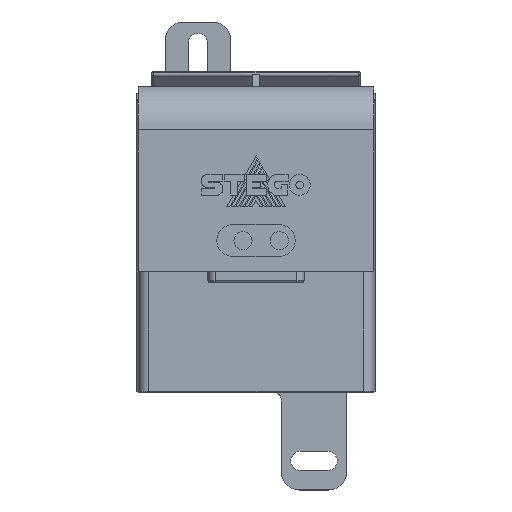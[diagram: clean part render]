
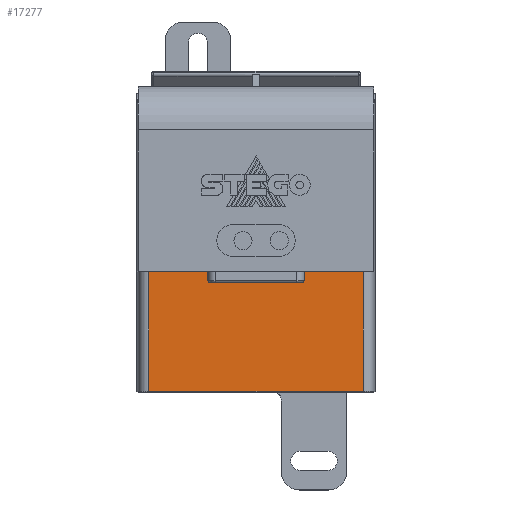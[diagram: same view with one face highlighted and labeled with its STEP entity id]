
A CAD part, top view. The second image highlights one B-rep face of the part: STEP entity #17277.
In plain terms, the highlighted planar face has unit normal (0, 0, 1).
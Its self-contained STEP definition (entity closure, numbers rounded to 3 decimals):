
#1252 = ORIENTED_EDGE ( 'NONE', *, *, #18460, .T. ) ;
#1814 = CARTESIAN_POINT ( 'NONE',  ( 0.357, 0., 108. ) ) ;
#2461 = LINE ( 'NONE', #19278, #14907 ) ;
#2734 = CARTESIAN_POINT ( 'NONE',  ( 0.357, 33., 108. ) ) ;
#2895 = EDGE_CURVE ( 'NONE', #14978, #3313, #26428, .T. ) ;
#3313 = VERTEX_POINT ( 'NONE', #24188 ) ;
#4417 = VECTOR ( 'NONE', #4495, 1000. ) ;
#4495 = DIRECTION ( 'NONE',  ( 1., 0., 0. ) ) ;
#5348 = VECTOR ( 'NONE', #30190, 1000. ) ;
#6101 = DIRECTION ( 'NONE',  ( 1., 0., 0. ) ) ;
#6326 = ORIENTED_EDGE ( 'NONE', *, *, #30192, .T. ) ;
#7451 = FACE_OUTER_BOUND ( 'NONE', #21651, .T. ) ;
#10281 = VERTEX_POINT ( 'NONE', #31860 ) ;
#10780 = PLANE ( 'NONE',  #32181 ) ;
#12042 = CARTESIAN_POINT ( 'NONE',  ( 62.5, 33., 108. ) ) ;
#13450 = DIRECTION ( 'NONE',  ( 0., 0., -1. ) ) ;
#14365 = VECTOR ( 'NONE', #17306, 1000. ) ;
#14907 = VECTOR ( 'NONE', #6101, 1000. ) ;
#14978 = VERTEX_POINT ( 'NONE', #18195 ) ;
#16708 = CARTESIAN_POINT ( 'NONE',  ( 62.5, 0., 108. ) ) ;
#17277 = ADVANCED_FACE ( 'NONE', ( #7451 ), #10780, .F. ) ;
#17306 = DIRECTION ( 'NONE',  ( 0., 1., 0. ) ) ;
#17669 = LINE ( 'NONE', #1814, #4417 ) ;
#18195 = CARTESIAN_POINT ( 'NONE',  ( 3.5, 33., 108. ) ) ;
#18460 = EDGE_CURVE ( 'NONE', #3313, #19392, #17669, .T. ) ;
#19278 = CARTESIAN_POINT ( 'NONE',  ( 0.357, 33., 108. ) ) ;
#19392 = VERTEX_POINT ( 'NONE', #16708 ) ;
#21651 = EDGE_LOOP ( 'NONE', ( #28651, #32496, #1252, #6326 ) ) ;
#22940 = EDGE_CURVE ( 'NONE', #14978, #10281, #2461, .T. ) ;
#24188 = CARTESIAN_POINT ( 'NONE',  ( 3.5, 0., 108. ) ) ;
#26428 = LINE ( 'NONE', #32866, #5348 ) ;
#28414 = LINE ( 'NONE', #12042, #14365 ) ;
#28651 = ORIENTED_EDGE ( 'NONE', *, *, #22940, .F. ) ;
#30190 = DIRECTION ( 'NONE',  ( 0., -1., 0. ) ) ;
#30192 = EDGE_CURVE ( 'NONE', #19392, #10281, #28414, .T. ) ;
#31860 = CARTESIAN_POINT ( 'NONE',  ( 62.5, 33., 108. ) ) ;
#31922 = DIRECTION ( 'NONE',  ( -1., 0., 0. ) ) ;
#32181 = AXIS2_PLACEMENT_3D ( 'NONE', #2734, #13450, #31922 ) ;
#32496 = ORIENTED_EDGE ( 'NONE', *, *, #2895, .T. ) ;
#32866 = CARTESIAN_POINT ( 'NONE',  ( 3.5, 33., 108. ) ) ;
